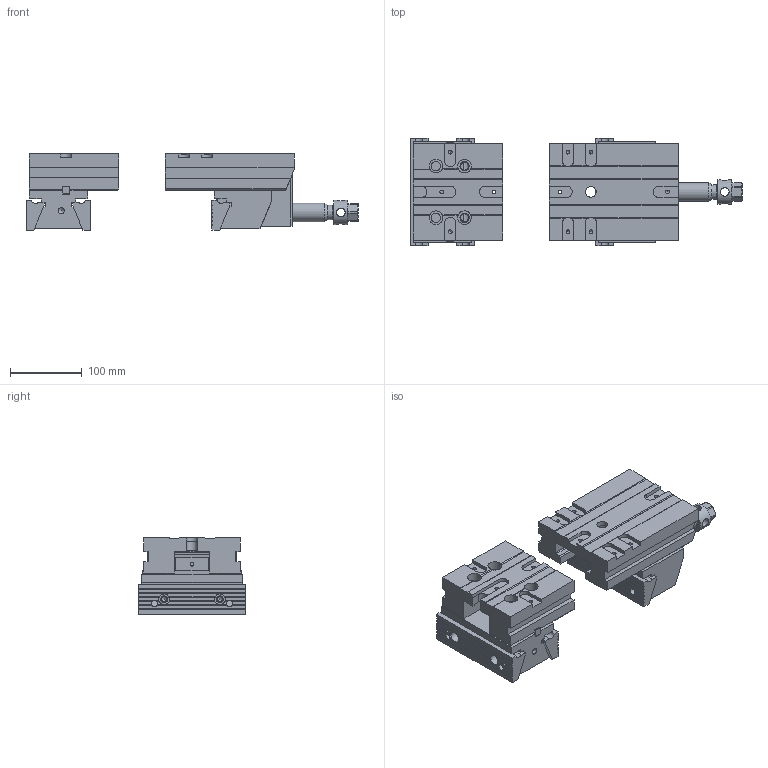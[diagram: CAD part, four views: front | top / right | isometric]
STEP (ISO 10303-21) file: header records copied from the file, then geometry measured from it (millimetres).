
FILE_DESCRIPTION(/* description */ (''),/* implementation_level */ '2;1');
FILE_NAME(/* name */ '30_150P_mordaza.stp',/* time_stamp */ '2014-03-27T09:06:23+01:00',/* author */ (''),/* organization */ (''),/* preprocessor_version */ 'ST-DEVELOPER v15',/* originating_system */ 'SIEMENS PLM Software NX 9.0',/* authorisation */ '');
FILE_SCHEMA (('CONFIG_CONTROL_DESIGN'));
Length unit declared in the file: millimetre
Products named in the file (4): 15090 Montaje taco; 301501200 Montaje Fijo; 301502200 Montaje Movil; 30_150P_mordaza
Assembly tree (3 placements, depth 3):
  30_150P_mordaza
    301501200 Montaje Fijo
    301502200 Montaje Movil
      15090 Montaje taco
Bounding box: 463.56 x 150 x 106.95 mm (x, y, z)
Volume: 2901769.4 mm3; surface area: 463726.4 mm2
Topology: 16 solids, 16 shells, 675 faces, 1870 edges, 1234 vertices
Faces by surface type: plane 461, cylinder 141, cone 59, torus 9, bspline 3, sphere 2
Full cylindrical faces by diameter (mm): 4.351 x2, 5.188 x12, 6.985 x6, 8.782 x7, 9 x4, 9.5 x4, 10 x2, 10.579 x2, 10.782 x2, 12 x4, 12.376 x4, 13 x4, 15 x9, 16 x4, 16.5 x1, 19 x4, 20 x4, 21.25 x2, 22 x3, 26 x1, 30 x4, 33.8 x2, 34 x5
Entity records: 20954 total; most frequent: CARTESIAN_POINT 4107, DIRECTION 3376, ORIENTED_EDGE 3218, EDGE_CURVE 1609, AXIS2_PLACEMENT_3D 1155, VERTEX_POINT 1154, LINE 1066, VECTOR 1066
